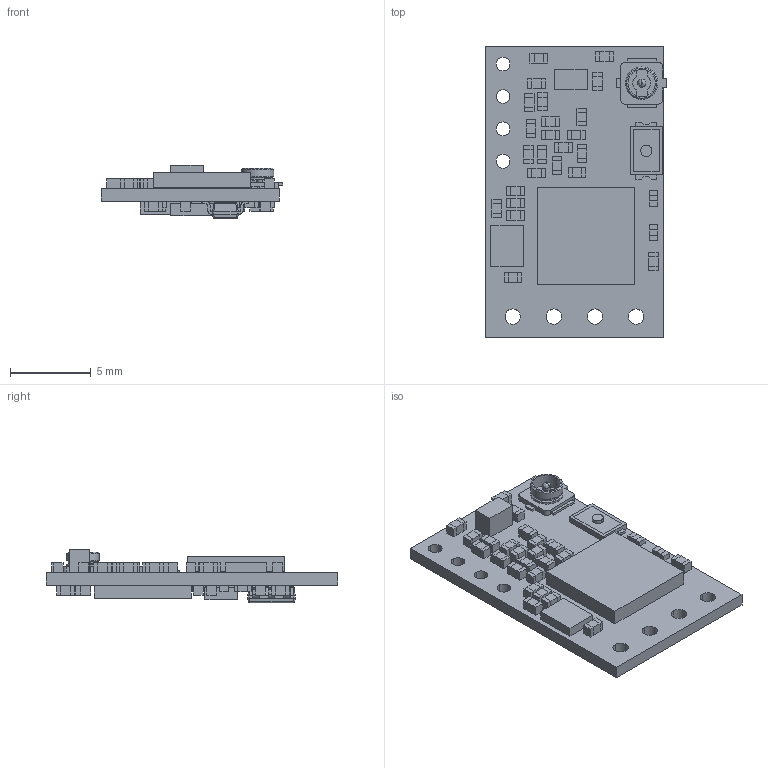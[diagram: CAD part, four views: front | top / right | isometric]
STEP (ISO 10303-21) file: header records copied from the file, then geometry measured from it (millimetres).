
FILE_DESCRIPTION (( 'STEP AP203' ), '1' );
FILE_NAME ('TBS_CROSSFIRE_Nano_RX_PCB_only.STEP', '2020-04-25T00:40:06', ( '' ), ( '' ), 'SwSTEP 2.0', 'SolidWorks 2017', '' );
FILE_SCHEMA (( 'CONFIG_CONTROL_DESIGN' ));
Length unit declared in the file: millimetre
Products named in the file (52): Extruded_17; Extruded_3; 1396794080; BODY_MF05A; 1389476960; Board_2; TBS_CROSSFIRE_Nano_RX_PCB_only; Extruded_7; 1058702480; 1389464992; Extruded_15; LEAD_MF05F; Extruded_11; Extruded; 1396802920; Extruded_18; 1389464856; 1392505672; DBV0005A_(1); 1396802104; 1389477232; Extruded_8; 1058702344; Extruded_4; Extruded_16; Cylinder; Extruded_12; U5; 1389477096; Extruded_19; 1389464720; 1389476688; 1396802240; Extruded_2; Extruded_9; 1058702616; Extruded_5; Extruded_13; 1389477368; Free-Models ...
Assembly tree (180 placements, depth 6):
  TBS_CROSSFIRE_Nano_RX_PCB_only
    Imported
      LORA_PIC_SX1273
        Board_2
        U5
          1389477232
            Extruded
        U6
          1389477368
            Extruded_2
        Free-Models
          U.FL-R-SMT-1
          DBV0005A_(1)
            BODY_MF05A
            LEAD_MF05F  x5
          1388744896
            Cylinder
          1389464992
            Extruded_3
          1389464856
          1389464720
            Extruded_4
          1389464584
            Extruded_5
          1396803056  x35
            Extruded_6
          1396802920  x36
            Extruded_7
          1389477096  x34
            Extruded_8
          1389476824  x10
            Extruded_9
          1389476960  x5
            Extruded_10
          1396802104  x6
            Extruded_11
          1396802240  x3
            Extruded_12
          1396798976
            Extruded_13
          1396794080
            Extruded_14
          1392505672
            Extruded_15
          1389476688
            Extruded_16
          1058702480  x2
            Extruded_17
          1058702344  x2
            Extruded_18
          1058702616  x2
            Extruded_19
Bounding box: 11.21 x 18 x 3.33 mm (x, y, z)
Volume: 255.2 mm3; surface area: 980.1 mm2
Topology: 154 solids, 154 shells, 1084 faces, 2293 edges, 1504 vertices
Faces by surface type: plane 985, cylinder 75, bspline 18, cone 6
Entity records: 17971 total; most frequent: CARTESIAN_POINT 1984, DIRECTION 1685, ORIENTED_EDGE 1266, EDGE_CURVE 633, DATE_AND_TIME 620, CALENDAR_DATE 620, LOCAL_TIME 620, COORDINATED_UNIVERSAL_TIME_OFFSET 620
